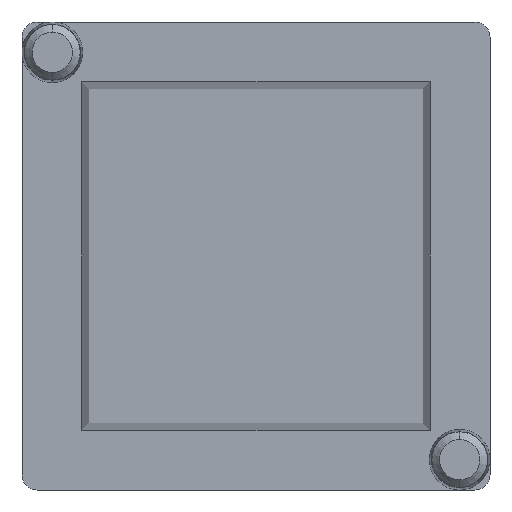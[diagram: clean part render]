
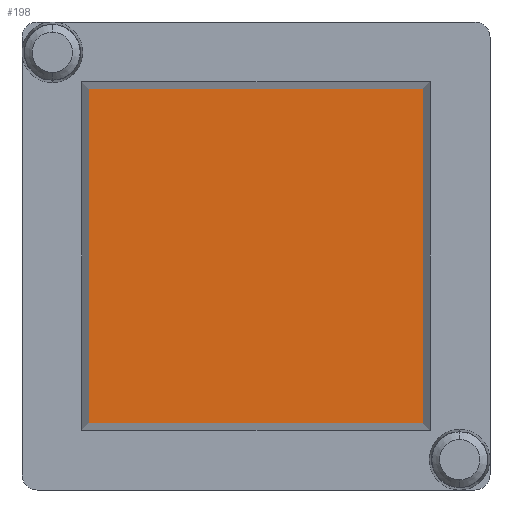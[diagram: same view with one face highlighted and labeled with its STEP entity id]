
A CAD part, front view. The second image highlights one B-rep face of the part: STEP entity #198.
In plain terms, the highlighted planar face has unit normal (0, -1, 0).
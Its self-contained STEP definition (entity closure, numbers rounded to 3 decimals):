
#22 = CARTESIAN_POINT ( 'NONE',  ( 1.677, 2.067, 1.677 ) ) ;
#34 = EDGE_LOOP ( 'NONE', ( #1078, #908, #1080, #91 ) ) ;
#35 = EDGE_CURVE ( 'NONE', #719, #690, #141, .T. ) ;
#51 = EDGE_CURVE ( 'NONE', #1095, #719, #107, .T. ) ;
#60 = EDGE_CURVE ( 'NONE', #570, #1095, #1033, .T. ) ;
#83 = EDGE_CURVE ( 'NONE', #690, #570, #939, .T. ) ;
#91 = ORIENTED_EDGE ( 'NONE', *, *, #51, .T. ) ;
#107 = LINE ( 'NONE', #716, #543 ) ;
#119 = DIRECTION ( 'NONE',  ( 0., 0., 1. ) ) ;
#141 = LINE ( 'NONE', #1105, #351 ) ;
#198 = ADVANCED_FACE ( 'NONE', ( #363 ), #890, .T. ) ;
#228 = CARTESIAN_POINT ( 'NONE',  ( 0., 2.067, -1.677 ) ) ;
#270 = VECTOR ( 'NONE', #308, 1000. ) ;
#308 = DIRECTION ( 'NONE',  ( 1., 0., 0. ) ) ;
#351 = VECTOR ( 'NONE', #540, 1000. ) ;
#363 = FACE_OUTER_BOUND ( 'NONE', #34, .T. ) ;
#540 = DIRECTION ( 'NONE',  ( 0., 0., -1. ) ) ;
#543 = VECTOR ( 'NONE', #751, 1000. ) ;
#545 = DIRECTION ( 'NONE',  ( 0., -1., 0. ) ) ;
#570 = VERTEX_POINT ( 'NONE', #591 ) ;
#591 = CARTESIAN_POINT ( 'NONE',  ( 1.677, 2.067, -1.677 ) ) ;
#659 = AXIS2_PLACEMENT_3D ( 'NONE', #720, #545, #1073 ) ;
#690 = VERTEX_POINT ( 'NONE', #912 ) ;
#716 = CARTESIAN_POINT ( 'NONE',  ( 0., 2.067, 1.677 ) ) ;
#719 = VERTEX_POINT ( 'NONE', #933 ) ;
#720 = CARTESIAN_POINT ( 'NONE',  ( 0., 2.067, 0. ) ) ;
#751 = DIRECTION ( 'NONE',  ( -1., 0., 0. ) ) ;
#890 = PLANE ( 'NONE',  #659 ) ;
#908 = ORIENTED_EDGE ( 'NONE', *, *, #83, .T. ) ;
#912 = CARTESIAN_POINT ( 'NONE',  ( -1.677, 2.067, -1.677 ) ) ;
#933 = CARTESIAN_POINT ( 'NONE',  ( -1.677, 2.067, 1.677 ) ) ;
#939 = LINE ( 'NONE', #228, #270 ) ;
#972 = VECTOR ( 'NONE', #119, 1000. ) ;
#1008 = CARTESIAN_POINT ( 'NONE',  ( 1.677, 2.067, 0. ) ) ;
#1033 = LINE ( 'NONE', #1008, #972 ) ;
#1073 = DIRECTION ( 'NONE',  ( 0., 0., -1. ) ) ;
#1078 = ORIENTED_EDGE ( 'NONE', *, *, #35, .T. ) ;
#1080 = ORIENTED_EDGE ( 'NONE', *, *, #60, .T. ) ;
#1095 = VERTEX_POINT ( 'NONE', #22 ) ;
#1105 = CARTESIAN_POINT ( 'NONE',  ( -1.677, 2.067, 0. ) ) ;
